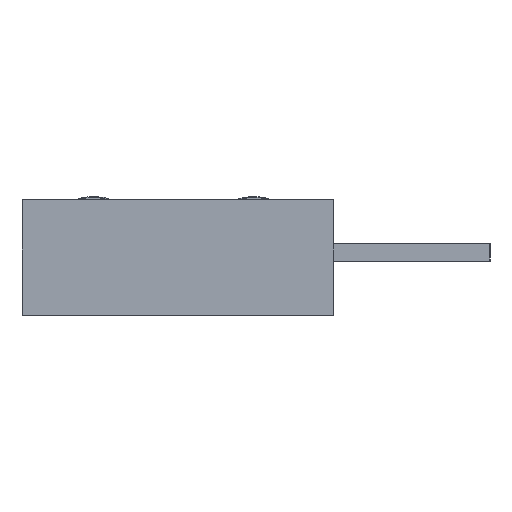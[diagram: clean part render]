
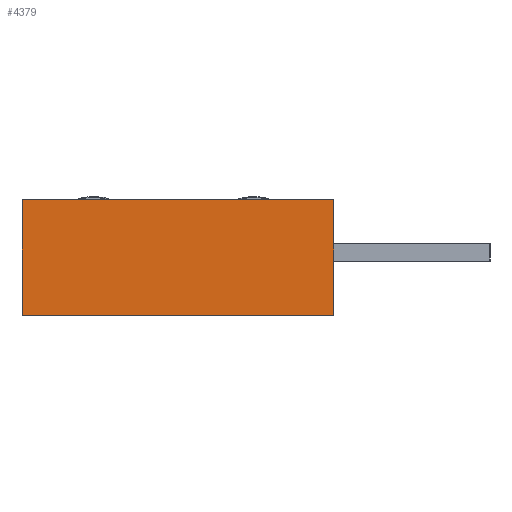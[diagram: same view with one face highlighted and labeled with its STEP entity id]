
A CAD part, left-side view. The second image highlights one B-rep face of the part: STEP entity #4379.
In plain terms, the highlighted face is planar.
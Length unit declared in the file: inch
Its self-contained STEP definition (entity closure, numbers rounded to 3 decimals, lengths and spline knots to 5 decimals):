
#354 = VECTOR ( 'NONE', #3205, 39.37008 ) ;
#449 = VECTOR ( 'NONE', #2117, 39.37008 ) ;
#452 = ORIENTED_EDGE ( 'NONE', *, *, #2915, .T. ) ;
#489 = EDGE_CURVE ( 'NONE', #741, #3230, #4640, .T. ) ;
#549 = ORIENTED_EDGE ( 'NONE', *, *, #2414, .F. ) ;
#603 = LINE ( 'NONE', #4120, #354 ) ;
#621 = DIRECTION ( 'NONE',  ( 0., 0., 1. ) ) ;
#655 = FACE_OUTER_BOUND ( 'NONE', #6389, .T. ) ;
#741 = VERTEX_POINT ( 'NONE', #4396 ) ;
#1020 = VECTOR ( 'NONE', #6202, 39.37008 ) ;
#1133 = PLANE ( 'NONE',  #2311 ) ;
#1471 = ORIENTED_EDGE ( 'NONE', *, *, #1600, .F. ) ;
#1505 = VERTEX_POINT ( 'NONE', #2553 ) ;
#1600 = EDGE_CURVE ( 'NONE', #1505, #3230, #603, .T. ) ;
#1643 = LINE ( 'NONE', #3886, #5895 ) ;
#1648 = DIRECTION ( 'NONE',  ( 1., 0., 0. ) ) ;
#2117 = DIRECTION ( 'NONE',  ( -1., 0., 0. ) ) ;
#2311 = AXIS2_PLACEMENT_3D ( 'NONE', #5226, #621, #1648 ) ;
#2414 = EDGE_CURVE ( 'NONE', #4472, #1505, #1643, .T. ) ;
#2553 = CARTESIAN_POINT ( 'NONE',  ( -0.065, 0.175, -0.29 ) ) ;
#2915 = EDGE_CURVE ( 'NONE', #4472, #741, #4298, .T. ) ;
#3018 = CARTESIAN_POINT ( 'NONE',  ( -0.065, -0.175, -0.29 ) ) ;
#3205 = DIRECTION ( 'NONE',  ( 0., -1., 0. ) ) ;
#3230 = VERTEX_POINT ( 'NONE', #3018 ) ;
#3498 = CARTESIAN_POINT ( 'NONE',  ( 0., -0.175, -0.29 ) ) ;
#3886 = CARTESIAN_POINT ( 'NONE',  ( 0., 0.175, -0.29 ) ) ;
#3949 = DIRECTION ( 'NONE',  ( -1., 0., 0. ) ) ;
#4120 = CARTESIAN_POINT ( 'NONE',  ( -0.065, 0., -0.29 ) ) ;
#4245 = ORIENTED_EDGE ( 'NONE', *, *, #489, .T. ) ;
#4298 = LINE ( 'NONE', #5118, #1020 ) ;
#4379 = ADVANCED_FACE ( 'NONE', ( #655 ), #1133, .F. ) ;
#4396 = CARTESIAN_POINT ( 'NONE',  ( 0.065, -0.175, -0.29 ) ) ;
#4472 = VERTEX_POINT ( 'NONE', #6536 ) ;
#4640 = LINE ( 'NONE', #3498, #449 ) ;
#5118 = CARTESIAN_POINT ( 'NONE',  ( 0.065, 0., -0.29 ) ) ;
#5226 = CARTESIAN_POINT ( 'NONE',  ( -0.065, -0.175, -0.29 ) ) ;
#5895 = VECTOR ( 'NONE', #3949, 39.37008 ) ;
#6202 = DIRECTION ( 'NONE',  ( 0., -1., 0. ) ) ;
#6389 = EDGE_LOOP ( 'NONE', ( #1471, #549, #452, #4245 ) ) ;
#6536 = CARTESIAN_POINT ( 'NONE',  ( 0.065, 0.175, -0.29 ) ) ;
